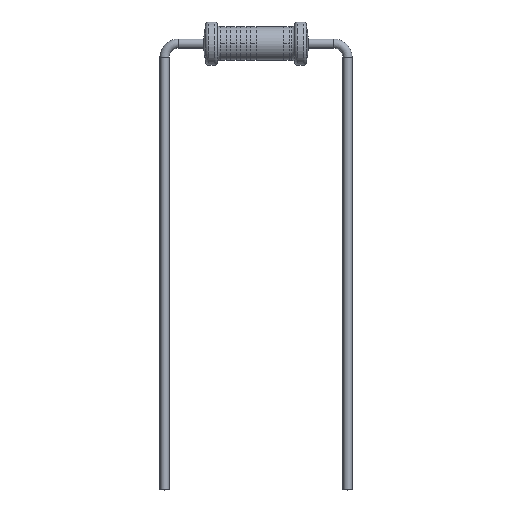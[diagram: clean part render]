
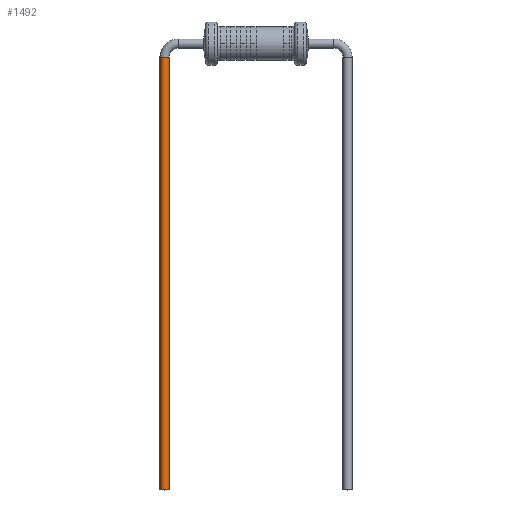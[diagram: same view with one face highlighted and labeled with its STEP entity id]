
A CAD part, top view. The second image highlights one B-rep face of the part: STEP entity #1492.
In plain terms, the highlighted cylindrical face has radius 0.275 mm (diameter 0.55 mm), a partial arc.
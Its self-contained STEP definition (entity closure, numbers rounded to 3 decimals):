
#153 = CIRCLE ( 'NONE', #1629, 0.275 ) ;
#171 = CARTESIAN_POINT ( 'NONE',  ( -5.775, 0.475, 0. ) ) ;
#178 = LINE ( 'NONE', #1757, #1073 ) ;
#187 = EDGE_CURVE ( 'NONE', #1186, #1603, #178, .T. ) ;
#256 = CIRCLE ( 'NONE', #1113, 0.275 ) ;
#258 = DIRECTION ( 'NONE',  ( 0., -1., 0. ) ) ;
#292 = AXIS2_PLACEMENT_3D ( 'NONE', #723, #895, #774 ) ;
#333 = ORIENTED_EDGE ( 'NONE', *, *, #734, .T. ) ;
#420 = VECTOR ( 'NONE', #1214, 1000. ) ;
#438 = CARTESIAN_POINT ( 'NONE',  ( -5.775, -25.525, 0. ) ) ;
#514 = EDGE_LOOP ( 'NONE', ( #333, #1469, #1283, #571 ) ) ;
#571 = ORIENTED_EDGE ( 'NONE', *, *, #799, .F. ) ;
#590 = CARTESIAN_POINT ( 'NONE',  ( -5.225, 0.475, 0. ) ) ;
#634 = CARTESIAN_POINT ( 'NONE',  ( -5.225, 0.475, 0. ) ) ;
#723 = CARTESIAN_POINT ( 'NONE',  ( -5.5, 0.475, 0. ) ) ;
#734 = EDGE_CURVE ( 'NONE', #1670, #1186, #153, .T. ) ;
#774 = DIRECTION ( 'NONE',  ( 1., 0., 0. ) ) ;
#794 = CARTESIAN_POINT ( 'NONE',  ( -5.5, -25.525, 0. ) ) ;
#799 = EDGE_CURVE ( 'NONE', #1670, #1526, #1094, .T. ) ;
#829 = CARTESIAN_POINT ( 'NONE',  ( -5.225, -25.525, 0. ) ) ;
#894 = DIRECTION ( 'NONE',  ( 1., 0., 0. ) ) ;
#895 = DIRECTION ( 'NONE',  ( 0., -1., 0. ) ) ;
#934 = CYLINDRICAL_SURFACE ( 'NONE', #292, 0.275 ) ;
#1073 = VECTOR ( 'NONE', #258, 1000. ) ;
#1090 = EDGE_CURVE ( 'NONE', #1526, #1603, #256, .T. ) ;
#1094 = LINE ( 'NONE', #590, #420 ) ;
#1113 = AXIS2_PLACEMENT_3D ( 'NONE', #794, #1490, #1324 ) ;
#1182 = FACE_OUTER_BOUND ( 'NONE', #514, .T. ) ;
#1186 = VERTEX_POINT ( 'NONE', #171 ) ;
#1214 = DIRECTION ( 'NONE',  ( 0., -1., 0. ) ) ;
#1283 = ORIENTED_EDGE ( 'NONE', *, *, #1090, .F. ) ;
#1324 = DIRECTION ( 'NONE',  ( 1., 0., 0. ) ) ;
#1469 = ORIENTED_EDGE ( 'NONE', *, *, #187, .T. ) ;
#1490 = DIRECTION ( 'NONE',  ( 0., -1., 0. ) ) ;
#1492 = ADVANCED_FACE ( 'NONE', ( #1182 ), #934, .T. ) ;
#1526 = VERTEX_POINT ( 'NONE', #829 ) ;
#1603 = VERTEX_POINT ( 'NONE', #438 ) ;
#1629 = AXIS2_PLACEMENT_3D ( 'NONE', #1886, #1864, #894 ) ;
#1670 = VERTEX_POINT ( 'NONE', #634 ) ;
#1757 = CARTESIAN_POINT ( 'NONE',  ( -5.775, 0.475, 0. ) ) ;
#1864 = DIRECTION ( 'NONE',  ( 0., -1., 0. ) ) ;
#1886 = CARTESIAN_POINT ( 'NONE',  ( -5.5, 0.475, 0. ) ) ;
